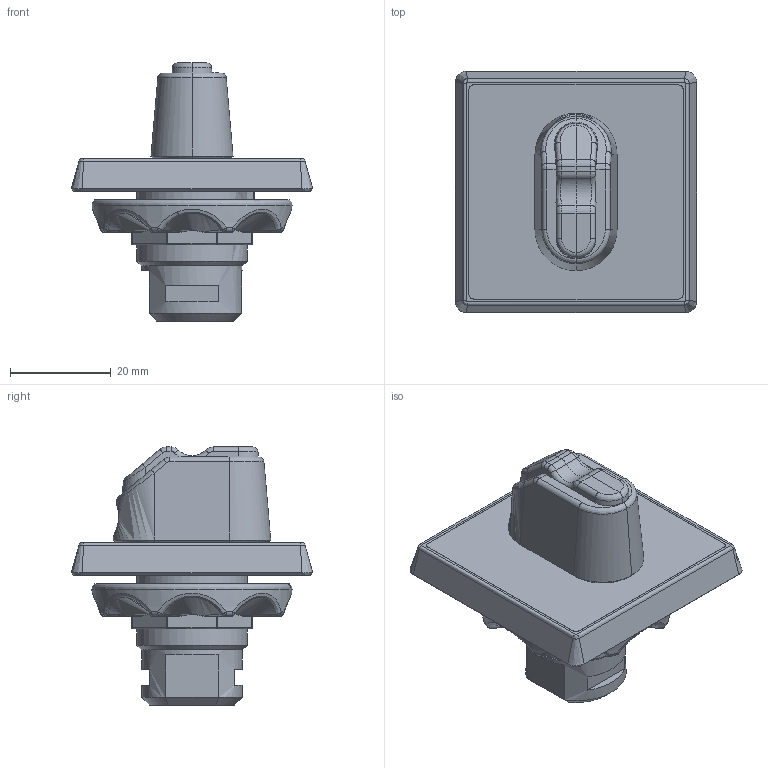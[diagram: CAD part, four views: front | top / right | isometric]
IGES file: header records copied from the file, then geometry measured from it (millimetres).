
Global section: file name: OH_S1PH_palikka.igs; preprocessor: I-DEAS 3D IGES Translator 11; date: 20110601.081649; units: millimetre
Bounding box: 48 x 48 x 51.3 mm (x, y, z)
Volume: 28324.2 mm3; surface area: 15327.3 mm2
Topology: 4 solids, 8 shells, 399 faces, 950 edges, 573 vertices
Faces by surface type: bspline 399
